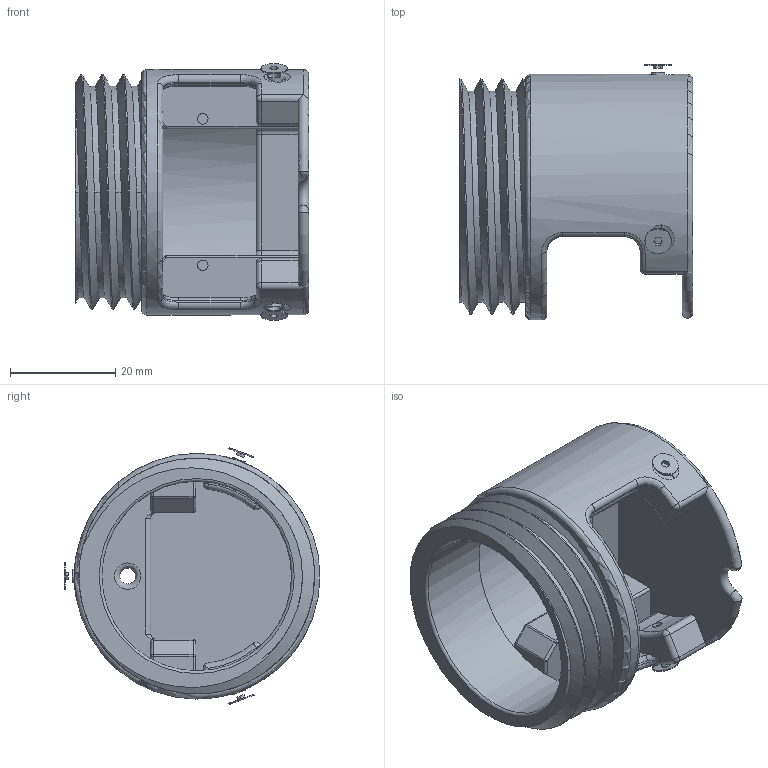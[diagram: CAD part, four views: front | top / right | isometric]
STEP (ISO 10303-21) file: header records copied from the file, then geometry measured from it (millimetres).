
FILE_DESCRIPTION(/* description */ (''),/* implementation_level */ '2;1');
FILE_NAME(/* name */ 'Fond avant.step',/* time_stamp */ '2023-06-08T19:14:18+02:00',/* author */ (''),/* organization */ (''),/* preprocessor_version */ 'ST-DEVELOPER v19.2',/* originating_system */ 'Autodesk Translation Framework v12.4.0.73',/* authorisation */ '');
FILE_SCHEMA (('AUTOMOTIVE_DESIGN { 1 0 10303 214 3 1 1 }'));
Length unit declared in the file: metre
Products named in the file (1): Fond avant
Bounding box: 44.29 x 48.54 x 48.7 mm (x, y, z)
Volume: 22353.4 mm3; surface area: 15492.8 mm2
Topology: 4 solids, 4 shells, 179 faces, 465 edges, 294 vertices
Faces by surface type: cylinder 65, plane 58, bspline 21, torus 18, sphere 11, cone 6
Full cylindrical faces by diameter (mm): 2 x5, 2.5 x3, 3 x1, 5 x3, 36 x1, 40.132 x3, 44.703 x2, 46.6 x1
Entity records: 21423 total; most frequent: CARTESIAN_POINT 17136, ORIENTED_EDGE 920, DIRECTION 840, EDGE_CURVE 460, AXIS2_PLACEMENT_3D 327, VERTEX_POINT 294, EDGE_LOOP 192, LINE 186
